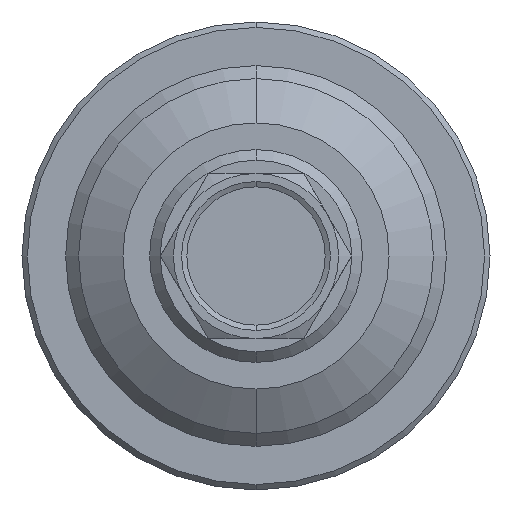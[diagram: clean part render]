
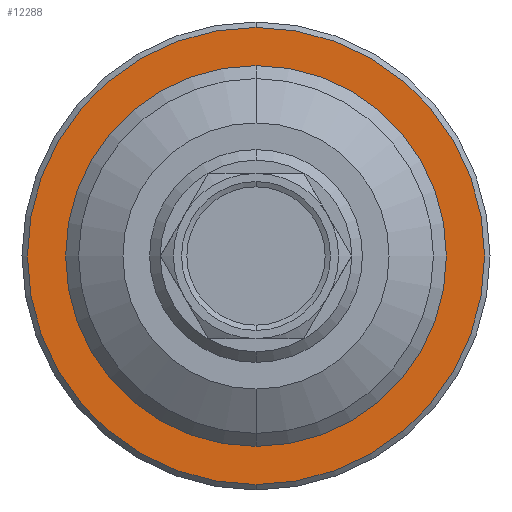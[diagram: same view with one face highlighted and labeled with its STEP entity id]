
A CAD part, left-side view. The second image highlights one B-rep face of the part: STEP entity #12288.
In plain terms, the highlighted face is planar.
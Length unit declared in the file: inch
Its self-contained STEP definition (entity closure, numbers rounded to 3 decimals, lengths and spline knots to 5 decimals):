
#954 = AXIS2_PLACEMENT_3D ( 'NONE', #5956, #25692, #46919 ) ;
#1250 = CARTESIAN_POINT ( 'NONE',  ( 0.98425, 0., 0.42307 ) ) ;
#1300 = FACE_BOUND ( 'NONE', #30236, .T. ) ;
#2378 = CARTESIAN_POINT ( 'NONE',  ( 0.98425, 0., 0. ) ) ;
#5956 = CARTESIAN_POINT ( 'NONE',  ( 0.98425, 0.43307, 0. ) ) ;
#6826 = CARTESIAN_POINT ( 'NONE',  ( 0.98425, 0., -0.42307 ) ) ;
#8797 = CARTESIAN_POINT ( 'NONE',  ( 0.98425, 0., 0. ) ) ;
#10872 = DIRECTION ( 'NONE',  ( 0., 0., -1. ) ) ;
#12288 = ADVANCED_FACE ( 'NONE', ( #45499, #1300 ), #45784, .T. ) ;
#12312 = DIRECTION ( 'NONE',  ( 1., 0., 0. ) ) ;
#12390 = CARTESIAN_POINT ( 'NONE',  ( 0.98425, 0., -0.31184 ) ) ;
#16239 = ORIENTED_EDGE ( 'NONE', *, *, #39592, .T. ) ;
#21017 = VERTEX_POINT ( 'NONE', #12390 ) ;
#21100 = VERTEX_POINT ( 'NONE', #34190 ) ;
#21897 = DIRECTION ( 'NONE',  ( 0., 0., -1. ) ) ;
#21941 = CIRCLE ( 'NONE', #52542, 0.42307 ) ;
#25692 = DIRECTION ( 'NONE',  ( 1., 0., 0. ) ) ;
#27522 = EDGE_CURVE ( 'NONE', #53451, #47617, #54013, .T. ) ;
#28817 = EDGE_LOOP ( 'NONE', ( #16239, #43562 ) ) ;
#30236 = EDGE_LOOP ( 'NONE', ( #42249, #45329 ) ) ;
#32691 = DIRECTION ( 'NONE',  ( 1., 0., 0. ) ) ;
#33618 = AXIS2_PLACEMENT_3D ( 'NONE', #40546, #32691, #10872 ) ;
#34190 = CARTESIAN_POINT ( 'NONE',  ( 0.98425, 0., 0.31184 ) ) ;
#34401 = CARTESIAN_POINT ( 'NONE',  ( 0.98425, 0., 0. ) ) ;
#35538 = DIRECTION ( 'NONE',  ( 1., 0., 0. ) ) ;
#38219 = EDGE_CURVE ( 'NONE', #21017, #21100, #48798, .T. ) ;
#39592 = EDGE_CURVE ( 'NONE', #47617, #53451, #21941, .T. ) ;
#40546 = CARTESIAN_POINT ( 'NONE',  ( 0.98425, 0., 0. ) ) ;
#42249 = ORIENTED_EDGE ( 'NONE', *, *, #51261, .F. ) ;
#43562 = ORIENTED_EDGE ( 'NONE', *, *, #27522, .T. ) ;
#45329 = ORIENTED_EDGE ( 'NONE', *, *, #38219, .F. ) ;
#45499 = FACE_OUTER_BOUND ( 'NONE', #28817, .T. ) ;
#45784 = PLANE ( 'NONE',  #954 ) ;
#46035 = AXIS2_PLACEMENT_3D ( 'NONE', #2378, #46569, #47409 ) ;
#46158 = CIRCLE ( 'NONE', #48964, 0.31184 ) ;
#46569 = DIRECTION ( 'NONE',  ( 1., 0., 0. ) ) ;
#46919 = DIRECTION ( 'NONE',  ( 0., 0., -1. ) ) ;
#47409 = DIRECTION ( 'NONE',  ( 0., 0., -1. ) ) ;
#47617 = VERTEX_POINT ( 'NONE', #1250 ) ;
#48798 = CIRCLE ( 'NONE', #46035, 0.31184 ) ;
#48964 = AXIS2_PLACEMENT_3D ( 'NONE', #34401, #12312, #21897 ) ;
#51261 = EDGE_CURVE ( 'NONE', #21100, #21017, #46158, .T. ) ;
#52542 = AXIS2_PLACEMENT_3D ( 'NONE', #8797, #35538, #52674 ) ;
#52674 = DIRECTION ( 'NONE',  ( 0., 0., -1. ) ) ;
#53451 = VERTEX_POINT ( 'NONE', #6826 ) ;
#54013 = CIRCLE ( 'NONE', #33618, 0.42307 ) ;
